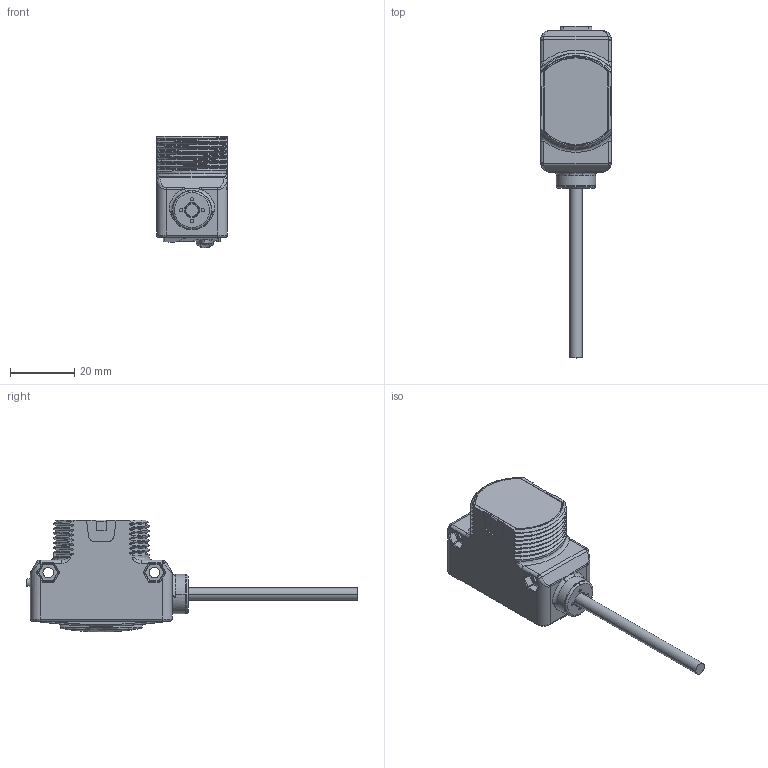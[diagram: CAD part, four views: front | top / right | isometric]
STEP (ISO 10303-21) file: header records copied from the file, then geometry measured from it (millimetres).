
FILE_DESCRIPTION((''),'2;1');
FILE_NAME('140588_SM01_ASM','2022-10-13T13:38:16',('PDMAdmin'),('BANNER ENGINEERING'),'CREO PARAMETRIC BY PTC INC, 2019292','CREO PARAMETRIC BY PTC INC, 2019292','');
FILE_SCHEMA(('CONFIG_CONTROL_DESIGN'));
Length unit declared in the file: millimetre
Products named in the file (3): 140588_EP01; 40097; 140588_SM01_ASM
Assembly tree (2 placements, depth 2):
  140588_SM01_ASM
    140588_EP01
    40097
Bounding box: 22 x 103.12 x 34.75 mm (x, y, z)
Volume: 26788.4 mm3; surface area: 8750.1 mm2
Topology: 2 solids, 2 shells, 478 faces, 1136 edges, 675 vertices
Faces by surface type: cylinder 196, plane 105, bspline 85, torus 49, sphere 32, cone 9, extrusion 2
Entity records: 19133 total; most frequent: CARTESIAN_POINT 8613, ORIENTED_EDGE 2268, DIRECTION 2053, EDGE_CURVE 1134, AXIS2_PLACEMENT_3D 797, VERTEX_POINT 675, EDGE_LOOP 499, FACE_OUTER_BOUND 478
